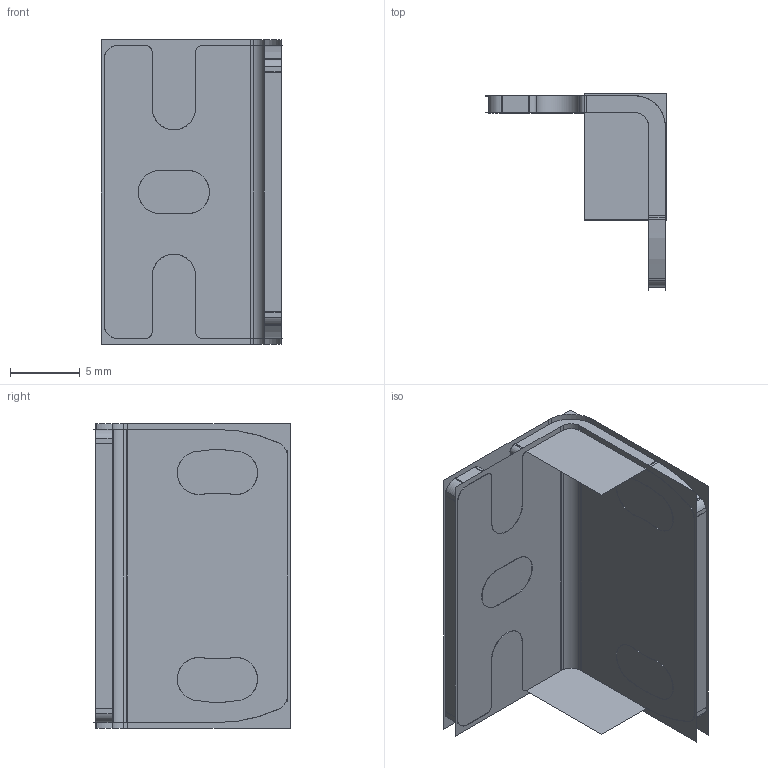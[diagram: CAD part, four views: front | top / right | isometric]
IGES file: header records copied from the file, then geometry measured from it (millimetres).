
Start section:  PTC IGES file: 204135.igs
Global section: file name: 204135.igs; native system: Creo Parametric by PTC Inc.; preprocessor: 2016260; author: pdmadmin; organization: Unknown; date: 20180103.075119; units: millimetre
Bounding box: 13.02 x 14.1 x 21.84 mm (x, y, z)
Volume: 514.9 mm3; surface area: 4511.2 mm2
Topology: 1 solids, 1 shells, 80 faces, 448 edges, 578 vertices
Faces by surface type: revolution 48, bspline 32
